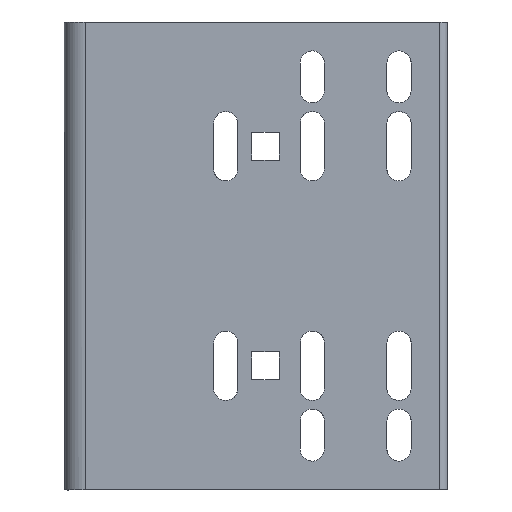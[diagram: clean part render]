
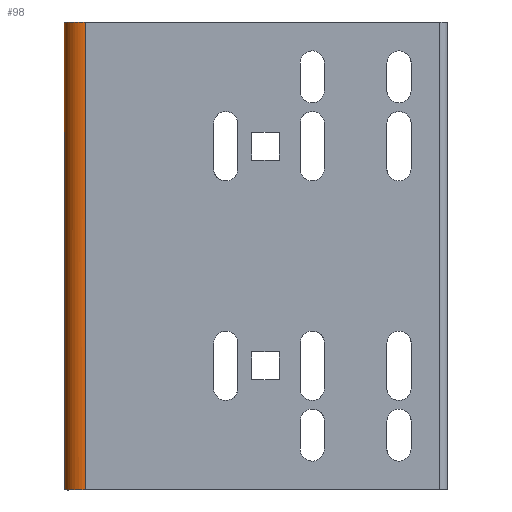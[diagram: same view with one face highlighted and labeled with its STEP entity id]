
A CAD part, left-side view. The second image highlights one B-rep face of the part: STEP entity #98.
In plain terms, the highlighted free-form (B-spline) face has degree [2, 1] with [9, 2] control points.
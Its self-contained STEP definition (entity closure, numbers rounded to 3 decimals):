
#98=ADVANCED_FACE('',(#269),#2984,.T.);
#269=FACE_OUTER_BOUND('',#490,.T.);
#490=EDGE_LOOP('',(#995,#996,#997,#998));
#995=ORIENTED_EDGE('',*,*,#1832,.F.);
#996=ORIENTED_EDGE('',*,*,#1835,.F.);
#997=ORIENTED_EDGE('',*,*,#1836,.T.);
#998=ORIENTED_EDGE('',*,*,#1837,.F.);
#1832=EDGE_CURVE('',#2860,#2759,#2200,.T.);
#1835=EDGE_CURVE('',#2859,#2860,#2201,.T.);
#1836=EDGE_CURVE('',#2859,#2760,#2202,.T.);
#1837=EDGE_CURVE('',#2759,#2760,#2203,.T.);
#2200=(
BOUNDED_CURVE()
B_SPLINE_CURVE(1,(#5550,#5551),.UNSPECIFIED.,.F.,.F.)
B_SPLINE_CURVE_WITH_KNOTS((2,2),(-135.,0.),.UNSPECIFIED.)
CURVE()
GEOMETRIC_REPRESENTATION_ITEM()
RATIONAL_B_SPLINE_CURVE((1.,1.))
REPRESENTATION_ITEM('')
);
#2201=(
BOUNDED_CURVE()
B_SPLINE_CURVE(2,(#5556,#5557,#5558,#5559,#5560),.UNSPECIFIED.,.F.,.F.)
B_SPLINE_CURVE_WITH_KNOTS((3,2,3),(0.,9.425,18.85),
 .UNSPECIFIED.)
CURVE()
GEOMETRIC_REPRESENTATION_ITEM()
RATIONAL_B_SPLINE_CURVE((1.,0.707,1.,0.707,1.))
REPRESENTATION_ITEM('')
);
#2202=(
BOUNDED_CURVE()
B_SPLINE_CURVE(1,(#5561,#5562),.UNSPECIFIED.,.F.,.F.)
B_SPLINE_CURVE_WITH_KNOTS((2,2),(0.,135.),.UNSPECIFIED.)
CURVE()
GEOMETRIC_REPRESENTATION_ITEM()
RATIONAL_B_SPLINE_CURVE((1.,1.))
REPRESENTATION_ITEM('')
);
#2203=(
BOUNDED_CURVE()
B_SPLINE_CURVE(2,(#5563,#5564,#5565,#5566,#5567),.UNSPECIFIED.,.F.,.F.)
B_SPLINE_CURVE_WITH_KNOTS((3,2,3),(0.,9.425,18.85),
 .UNSPECIFIED.)
CURVE()
GEOMETRIC_REPRESENTATION_ITEM()
RATIONAL_B_SPLINE_CURVE((1.,0.707,1.,0.707,1.))
REPRESENTATION_ITEM('')
);
#2759=VERTEX_POINT('',#4884);
#2760=VERTEX_POINT('',#4885);
#2859=VERTEX_POINT('',#4984);
#2860=VERTEX_POINT('',#4985);
#2984=(
BOUNDED_SURFACE()
B_SPLINE_SURFACE(2,1,((#3474,#3475),(#3476,#3477),(#3478,#3479),(#3480,
#3481),(#3482,#3483),(#3484,#3485),(#3486,#3487),(#3488,#3489),(#3490,#3491)),
 .UNSPECIFIED.,.T.,.F.,.F.)
B_SPLINE_SURFACE_WITH_KNOTS((3,2,2,2,3),(2,2),(0.,1.571,3.142,
4.712,6.283),(0.,162.6),.UNSPECIFIED.)
GEOMETRIC_REPRESENTATION_ITEM()
RATIONAL_B_SPLINE_SURFACE(((1.,1.),(0.707,0.707),
(1.,1.),(0.707,0.707),(1.,1.),(0.707,
0.707),(1.,1.),(0.707,0.707),(1.,1.)))
REPRESENTATION_ITEM('')
SURFACE()
);
#3474=CARTESIAN_POINT('',(-69.,98.5,-81.3));
#3475=CARTESIAN_POINT('',(-69.,98.5,81.3));
#3476=CARTESIAN_POINT('',(-63.,98.5,-81.3));
#3477=CARTESIAN_POINT('',(-63.,98.5,81.3));
#3478=CARTESIAN_POINT('',(-63.,104.5,-81.3));
#3479=CARTESIAN_POINT('',(-63.,104.5,81.3));
#3480=CARTESIAN_POINT('',(-63.,110.5,-81.3));
#3481=CARTESIAN_POINT('',(-63.,110.5,81.3));
#3482=CARTESIAN_POINT('',(-69.,110.5,-81.3));
#3483=CARTESIAN_POINT('',(-69.,110.5,81.3));
#3484=CARTESIAN_POINT('',(-75.,110.5,-81.3));
#3485=CARTESIAN_POINT('',(-75.,110.5,81.3));
#3486=CARTESIAN_POINT('',(-75.,104.5,-81.3));
#3487=CARTESIAN_POINT('',(-75.,104.5,81.3));
#3488=CARTESIAN_POINT('',(-75.,98.5,-81.3));
#3489=CARTESIAN_POINT('',(-75.,98.5,81.3));
#3490=CARTESIAN_POINT('',(-69.,98.5,-81.3));
#3491=CARTESIAN_POINT('',(-69.,98.5,81.3));
#4884=CARTESIAN_POINT('',(-63.,104.5,67.5));
#4885=CARTESIAN_POINT('',(-75.,104.5,67.5));
#4984=CARTESIAN_POINT('',(-75.,104.5,-67.5));
#4985=CARTESIAN_POINT('',(-63.,104.5,-67.5));
#5550=CARTESIAN_POINT('',(-63.,104.5,-67.5));
#5551=CARTESIAN_POINT('',(-63.,104.5,67.5));
#5556=CARTESIAN_POINT('',(-75.,104.5,-67.5));
#5557=CARTESIAN_POINT('',(-75.,110.5,-67.5));
#5558=CARTESIAN_POINT('',(-69.,110.5,-67.5));
#5559=CARTESIAN_POINT('',(-63.,110.5,-67.5));
#5560=CARTESIAN_POINT('',(-63.,104.5,-67.5));
#5561=CARTESIAN_POINT('',(-75.,104.5,-67.5));
#5562=CARTESIAN_POINT('',(-75.,104.5,67.5));
#5563=CARTESIAN_POINT('',(-63.,104.5,67.5));
#5564=CARTESIAN_POINT('',(-63.,110.5,67.5));
#5565=CARTESIAN_POINT('',(-69.,110.5,67.5));
#5566=CARTESIAN_POINT('',(-75.,110.5,67.5));
#5567=CARTESIAN_POINT('',(-75.,104.5,67.5));
